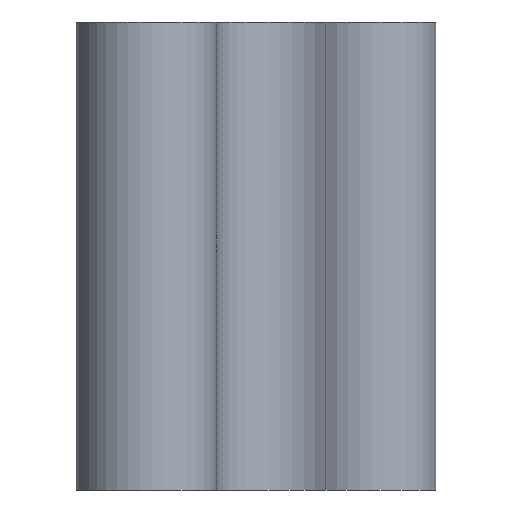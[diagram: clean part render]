
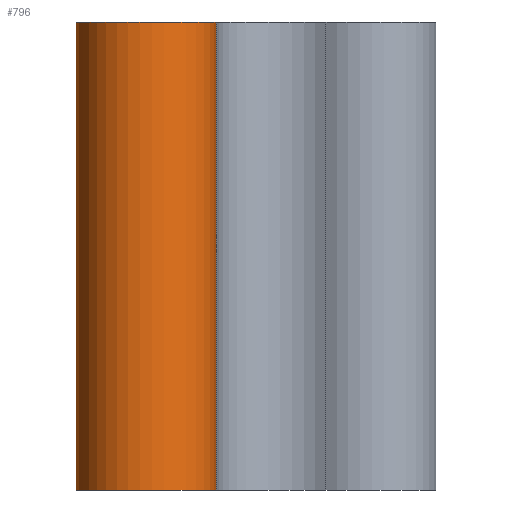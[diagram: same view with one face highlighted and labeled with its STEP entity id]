
A CAD part, front view. The second image highlights one B-rep face of the part: STEP entity #796.
In plain terms, the highlighted cylindrical face has radius 22.5 mm (diameter 45 mm), a partial arc.
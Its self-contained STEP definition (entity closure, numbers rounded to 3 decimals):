
#2 = CARTESIAN_POINT ( 'NONE',  ( -0.918, -38.884, 75. ) ) ;
#6 = DIRECTION ( 'NONE',  ( 0., 0., -1. ) ) ;
#16 = EDGE_CURVE ( 'NONE', #667, #79, #430, .T. ) ;
#33 = CARTESIAN_POINT ( 'NONE',  ( -33.036, -20.341, 75. ) ) ;
#43 = CIRCLE ( 'NONE', #818, 22.5 ) ;
#55 = EDGE_CURVE ( 'NONE', #410, #542, #583, .T. ) ;
#79 = VERTEX_POINT ( 'NONE', #435 ) ;
#93 = DIRECTION ( 'NONE',  ( 0., 0., 1. ) ) ;
#119 = ORIENTED_EDGE ( 'NONE', *, *, #587, .F. ) ;
#120 = CARTESIAN_POINT ( 'NONE',  ( -23.348, -40.649, 75. ) ) ;
#137 = DIRECTION ( 'NONE',  ( 0., 0., 1. ) ) ;
#145 = DIRECTION ( 'NONE',  ( 0., 0., -1. ) ) ;
#172 = DIRECTION ( 'NONE',  ( 0., 0., -1. ) ) ;
#218 = ORIENTED_EDGE ( 'NONE', *, *, #363, .T. ) ;
#223 = CARTESIAN_POINT ( 'NONE',  ( -33.036, -20.341, 75. ) ) ;
#227 = DIRECTION ( 'NONE',  ( 1., 0., 0. ) ) ;
#295 = ORIENTED_EDGE ( 'NONE', *, *, #55, .T. ) ;
#305 = CARTESIAN_POINT ( 'NONE',  ( -23.348, -40.649, -75. ) ) ;
#311 = VECTOR ( 'NONE', #145, 1000. ) ;
#323 = DIRECTION ( 'NONE',  ( 1., 0., 0. ) ) ;
#363 = EDGE_CURVE ( 'NONE', #542, #79, #43, .T. ) ;
#373 = CARTESIAN_POINT ( 'NONE',  ( -0.918, -38.884, 75. ) ) ;
#374 = ORIENTED_EDGE ( 'NONE', *, *, #16, .F. ) ;
#375 = VECTOR ( 'NONE', #6, 1000. ) ;
#410 = VERTEX_POINT ( 'NONE', #33 ) ;
#430 = LINE ( 'NONE', #2, #311 ) ;
#431 = CARTESIAN_POINT ( 'NONE',  ( -33.036, -20.341, -75. ) ) ;
#433 = CARTESIAN_POINT ( 'NONE',  ( -23.348, -40.649, 75. ) ) ;
#435 = CARTESIAN_POINT ( 'NONE',  ( -0.918, -38.884, -75. ) ) ;
#452 = CIRCLE ( 'NONE', #577, 22.5 ) ;
#542 = VERTEX_POINT ( 'NONE', #431 ) ;
#577 = AXIS2_PLACEMENT_3D ( 'NONE', #433, #137, #227 ) ;
#583 = LINE ( 'NONE', #223, #375 ) ;
#587 = EDGE_CURVE ( 'NONE', #410, #667, #452, .T. ) ;
#646 = AXIS2_PLACEMENT_3D ( 'NONE', #120, #172, #691 ) ;
#667 = VERTEX_POINT ( 'NONE', #373 ) ;
#691 = DIRECTION ( 'NONE',  ( -1., 0., 0. ) ) ;
#781 = FACE_OUTER_BOUND ( 'NONE', #789, .T. ) ;
#789 = EDGE_LOOP ( 'NONE', ( #218, #374, #119, #295 ) ) ;
#796 = ADVANCED_FACE ( 'NONE', ( #781 ), #832, .T. ) ;
#818 = AXIS2_PLACEMENT_3D ( 'NONE', #305, #93, #323 ) ;
#832 = CYLINDRICAL_SURFACE ( 'NONE', #646, 22.5 ) ;
